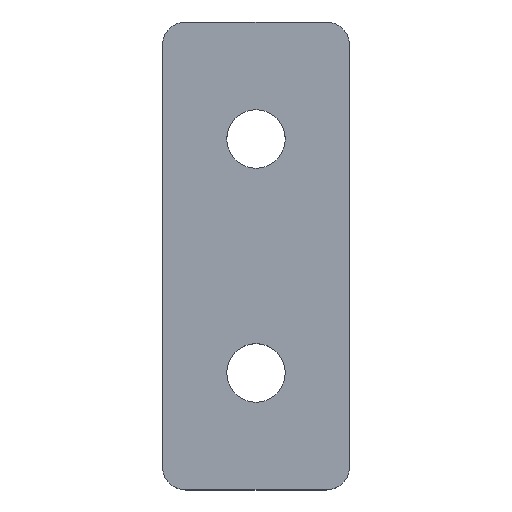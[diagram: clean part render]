
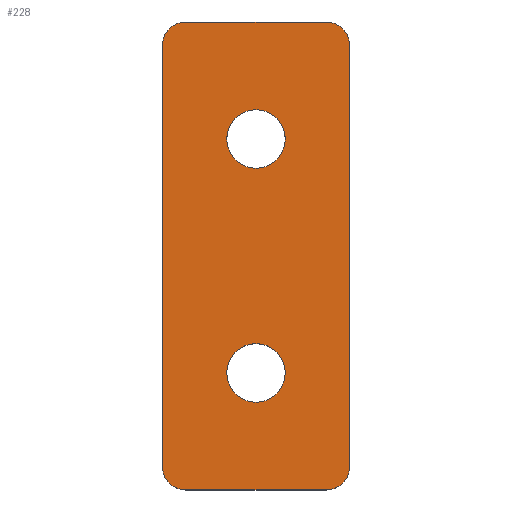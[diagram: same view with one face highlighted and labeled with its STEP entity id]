
A CAD part, top view. The second image highlights one B-rep face of the part: STEP entity #228.
In plain terms, the highlighted planar face has unit normal (0, 0, 1).
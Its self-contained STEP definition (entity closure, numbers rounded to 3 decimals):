
#17=FACE_BOUND('',#51,.T.);
#18=FACE_BOUND('',#52,.T.);
#24=PLANE('',#275);
#36=FACE_OUTER_BOUND('',#50,.T.);
#50=EDGE_LOOP('',(#201,#202,#203,#204,#205,#206,#207,#208));
#51=EDGE_LOOP('',(#209));
#52=EDGE_LOOP('',(#210));
#59=LINE('',#374,#77);
#65=LINE('',#389,#83);
#69=LINE('',#403,#87);
#70=LINE('',#405,#88);
#77=VECTOR('',#304,10.);
#83=VECTOR('',#320,10.);
#87=VECTOR('',#338,10.);
#88=VECTOR('',#341,10.);
#89=CIRCLE('',#253,2.);
#96=CIRCLE('',#263,2.);
#97=CIRCLE('',#265,2.);
#98=CIRCLE('',#268,2.);
#99=CIRCLE('',#270,2.5);
#100=CIRCLE('',#272,2.5);
#101=VERTEX_POINT('',#346);
#102=VERTEX_POINT('',#347);
#113=VERTEX_POINT('',#373);
#114=VERTEX_POINT('',#377);
#115=VERTEX_POINT('',#381);
#116=VERTEX_POINT('',#382);
#117=VERTEX_POINT('',#387);
#118=VERTEX_POINT('',#391);
#119=VERTEX_POINT('',#395);
#120=VERTEX_POINT('',#399);
#121=EDGE_CURVE('',#101,#102,#89,.T.);
#134=EDGE_CURVE('',#102,#113,#59,.T.);
#136=EDGE_CURVE('',#113,#114,#96,.T.);
#138=EDGE_CURVE('',#115,#116,#97,.T.);
#142=EDGE_CURVE('',#117,#115,#65,.T.);
#143=EDGE_CURVE('',#118,#117,#98,.T.);
#145=EDGE_CURVE('',#119,#119,#99,.T.);
#147=EDGE_CURVE('',#120,#120,#100,.T.);
#149=EDGE_CURVE('',#116,#101,#69,.T.);
#150=EDGE_CURVE('',#114,#118,#70,.T.);
#201=ORIENTED_EDGE('',*,*,#121,.F.);
#202=ORIENTED_EDGE('',*,*,#149,.F.);
#203=ORIENTED_EDGE('',*,*,#138,.F.);
#204=ORIENTED_EDGE('',*,*,#142,.F.);
#205=ORIENTED_EDGE('',*,*,#143,.F.);
#206=ORIENTED_EDGE('',*,*,#150,.F.);
#207=ORIENTED_EDGE('',*,*,#136,.F.);
#208=ORIENTED_EDGE('',*,*,#134,.F.);
#209=ORIENTED_EDGE('',*,*,#145,.T.);
#210=ORIENTED_EDGE('',*,*,#147,.T.);
#228=ADVANCED_FACE('',(#36,#17,#18),#24,.T.);
#253=AXIS2_PLACEMENT_3D('',#348,#280,#281);
#263=AXIS2_PLACEMENT_3D('',#378,#308,#309);
#265=AXIS2_PLACEMENT_3D('',#383,#313,#314);
#268=AXIS2_PLACEMENT_3D('',#392,#323,#324);
#270=AXIS2_PLACEMENT_3D('',#396,#328,#329);
#272=AXIS2_PLACEMENT_3D('',#400,#333,#334);
#275=AXIS2_PLACEMENT_3D('',#406,#342,#343);
#280=DIRECTION('center_axis',(0.,0.,-1.));
#281=DIRECTION('ref_axis',(0.707,-0.707,0.));
#304=DIRECTION('',(-1.,0.,0.));
#308=DIRECTION('center_axis',(0.,0.,-1.));
#309=DIRECTION('ref_axis',(-0.707,-0.707,0.));
#313=DIRECTION('center_axis',(0.,0.,-1.));
#314=DIRECTION('ref_axis',(0.707,0.707,0.));
#320=DIRECTION('',(1.,0.,0.));
#323=DIRECTION('center_axis',(0.,0.,-1.));
#324=DIRECTION('ref_axis',(-0.707,0.707,0.));
#328=DIRECTION('center_axis',(0.,0.,-1.));
#329=DIRECTION('ref_axis',(1.,0.,0.));
#333=DIRECTION('center_axis',(0.,0.,-1.));
#334=DIRECTION('ref_axis',(1.,0.,0.));
#338=DIRECTION('',(0.,-1.,0.));
#341=DIRECTION('',(0.,1.,0.));
#342=DIRECTION('center_axis',(0.,0.,1.));
#343=DIRECTION('ref_axis',(1.,0.,0.));
#346=CARTESIAN_POINT('',(8.,-18.,4.));
#347=CARTESIAN_POINT('',(6.,-20.,4.));
#348=CARTESIAN_POINT('Origin',(6.,-18.,4.));
#373=CARTESIAN_POINT('',(-6.,-20.,4.));
#374=CARTESIAN_POINT('',(-8.,-20.,4.));
#377=CARTESIAN_POINT('',(-8.,-18.,4.));
#378=CARTESIAN_POINT('Origin',(-6.,-18.,4.));
#381=CARTESIAN_POINT('',(6.,20.,4.));
#382=CARTESIAN_POINT('',(8.,18.,4.));
#383=CARTESIAN_POINT('Origin',(6.,18.,4.));
#387=CARTESIAN_POINT('',(-6.,20.,4.));
#389=CARTESIAN_POINT('',(8.,20.,4.));
#391=CARTESIAN_POINT('',(-8.,18.,4.));
#392=CARTESIAN_POINT('Origin',(-6.,18.,4.));
#395=CARTESIAN_POINT('',(-2.5,10.,4.));
#396=CARTESIAN_POINT('Origin',(0.,10.,4.));
#399=CARTESIAN_POINT('',(-2.5,-10.,4.));
#400=CARTESIAN_POINT('Origin',(0.,-10.,4.));
#403=CARTESIAN_POINT('',(8.,-20.,4.));
#405=CARTESIAN_POINT('',(-8.,20.,4.));
#406=CARTESIAN_POINT('Origin',(0.,0.,4.));
